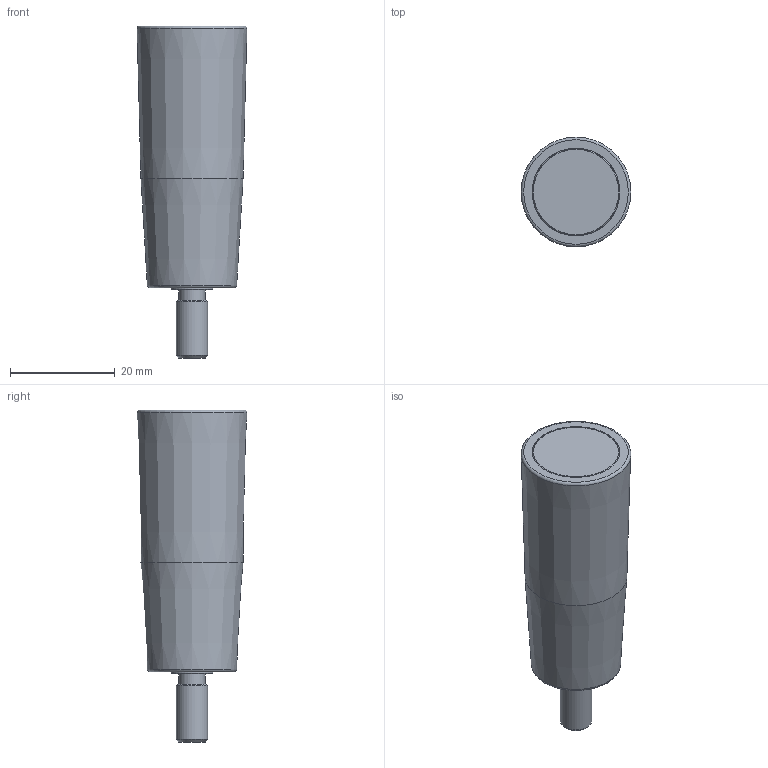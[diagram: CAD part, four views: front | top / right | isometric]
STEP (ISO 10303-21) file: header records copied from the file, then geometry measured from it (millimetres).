
FILE_DESCRIPTION( ( 'Unknown' ), '1' );
FILE_NAME( '6397010_MPEX21x50.stp', 'Unknown', ( 'Unknown' ), ( 'Unknown' ), 'PSStep 11.0', 'Unknown', ' ' );
FILE_SCHEMA( ( 'AUTOMOTIVE_DESIGN { 1 0 10303 214 1 1 1 1 }' ) );
Length unit declared in the file: millimetre
Products named in the file (2): 8900183
Bounding box: 20.97 x 20.97 x 63.4 mm (x, y, z)
Volume: 13264.6 mm3; surface area: 6584.9 mm2
Topology: 2 solids, 2 shells, 60 faces, 131 edges, 85 vertices
Faces by surface type: plane 34, cylinder 14, cone 9, torus 3
Full cylindrical faces by diameter (mm): 1.786 x1, 3.1 x1, 4.8 x1, 5 x1, 5.1 x1, 5.9 x1, 6 x1, 8 x2, 12.85 x1, 16.7 x1, 16.78 x1
Entity records: 1981 total; most frequent: DIRECTION 274, CARTESIAN_POINT 241, ORIENTED_EDGE 200, AXIS2_PLACEMENT_3D 112, EDGE_CURVE 100, EDGE_LOOP 94, VERTEX_POINT 79, FACE_OUTER_BOUND 75
